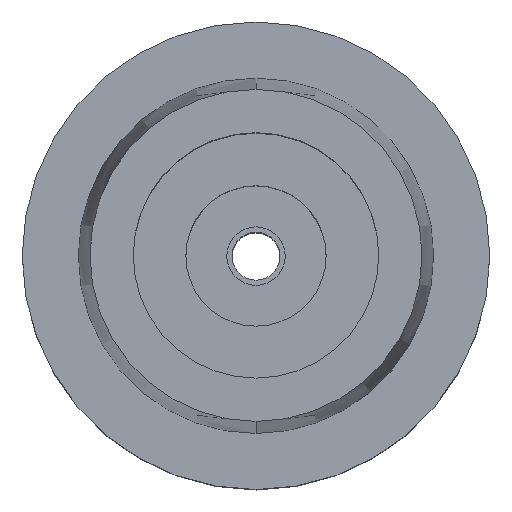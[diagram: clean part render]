
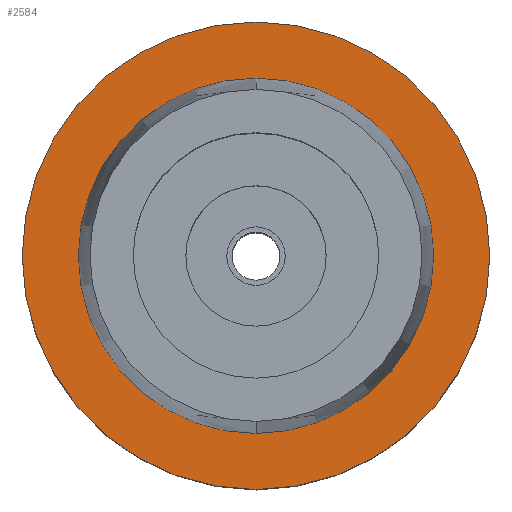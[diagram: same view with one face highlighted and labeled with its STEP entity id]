
A CAD part, top view. The second image highlights one B-rep face of the part: STEP entity #2584.
In plain terms, the highlighted planar face has unit normal (0, 0, 1).
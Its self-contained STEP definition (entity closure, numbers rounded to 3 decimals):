
#8 = PLANE ( 'NONE',  #743 ) ;
#32 = EDGE_CURVE ( 'NONE', #2036, #323, #2622, .T. ) ;
#220 = FACE_BOUND ( 'NONE', #275, .T. ) ;
#275 = EDGE_LOOP ( 'NONE', ( #1720, #509 ) ) ;
#290 = DIRECTION ( 'NONE',  ( 0., 1., 0. ) ) ;
#320 = EDGE_LOOP ( 'NONE', ( #2353, #1179 ) ) ;
#323 = VERTEX_POINT ( 'NONE', #1364 ) ;
#351 = DIRECTION ( 'NONE',  ( 0., 0., -1. ) ) ;
#399 = EDGE_CURVE ( 'NONE', #935, #1925, #1326, .T. ) ;
#446 = CARTESIAN_POINT ( 'NONE',  ( 0., 15.2, 0. ) ) ;
#509 = ORIENTED_EDGE ( 'NONE', *, *, #2561, .F. ) ;
#743 = AXIS2_PLACEMENT_3D ( 'NONE', #1069, #860, #1476 ) ;
#812 = AXIS2_PLACEMENT_3D ( 'NONE', #1229, #1243, #1633 ) ;
#860 = DIRECTION ( 'NONE',  ( 0., 0., 1. ) ) ;
#935 = VERTEX_POINT ( 'NONE', #1214 ) ;
#970 = AXIS2_PLACEMENT_3D ( 'NONE', #1601, #2428, #2693 ) ;
#1015 = CIRCLE ( 'NONE', #970, 15.2 ) ;
#1069 = CARTESIAN_POINT ( 'NONE',  ( 0., 0., 0. ) ) ;
#1179 = ORIENTED_EDGE ( 'NONE', *, *, #399, .F. ) ;
#1194 = DIRECTION ( 'NONE',  ( 0., -1., 0. ) ) ;
#1214 = CARTESIAN_POINT ( 'NONE',  ( 0., -20., 0. ) ) ;
#1229 = CARTESIAN_POINT ( 'NONE',  ( 0., 0., 0. ) ) ;
#1243 = DIRECTION ( 'NONE',  ( 0., 0., 1. ) ) ;
#1295 = FACE_OUTER_BOUND ( 'NONE', #320, .T. ) ;
#1326 = CIRCLE ( 'NONE', #2235, 20. ) ;
#1364 = CARTESIAN_POINT ( 'NONE',  ( 0., -15.2, 0. ) ) ;
#1373 = CARTESIAN_POINT ( 'NONE',  ( 0., 0., 0. ) ) ;
#1476 = DIRECTION ( 'NONE',  ( 1., 0., 0. ) ) ;
#1601 = CARTESIAN_POINT ( 'NONE',  ( 0., 0., 0. ) ) ;
#1633 = DIRECTION ( 'NONE',  ( 0., 1., 0. ) ) ;
#1720 = ORIENTED_EDGE ( 'NONE', *, *, #32, .F. ) ;
#1892 = CARTESIAN_POINT ( 'NONE',  ( 0., 20., 0. ) ) ;
#1925 = VERTEX_POINT ( 'NONE', #1892 ) ;
#2036 = VERTEX_POINT ( 'NONE', #446 ) ;
#2215 = CARTESIAN_POINT ( 'NONE',  ( 0., 0., 0. ) ) ;
#2235 = AXIS2_PLACEMENT_3D ( 'NONE', #2215, #351, #1194 ) ;
#2261 = AXIS2_PLACEMENT_3D ( 'NONE', #1373, #2356, #290 ) ;
#2353 = ORIENTED_EDGE ( 'NONE', *, *, #2684, .F. ) ;
#2356 = DIRECTION ( 'NONE',  ( 0., 0., -1. ) ) ;
#2428 = DIRECTION ( 'NONE',  ( 0., 0., 1. ) ) ;
#2479 = CIRCLE ( 'NONE', #2261, 20. ) ;
#2561 = EDGE_CURVE ( 'NONE', #323, #2036, #1015, .T. ) ;
#2584 = ADVANCED_FACE ( 'NONE', ( #1295, #220 ), #8, .T. ) ;
#2622 = CIRCLE ( 'NONE', #812, 15.2 ) ;
#2684 = EDGE_CURVE ( 'NONE', #1925, #935, #2479, .T. ) ;
#2693 = DIRECTION ( 'NONE',  ( 0., -1., 0. ) ) ;
